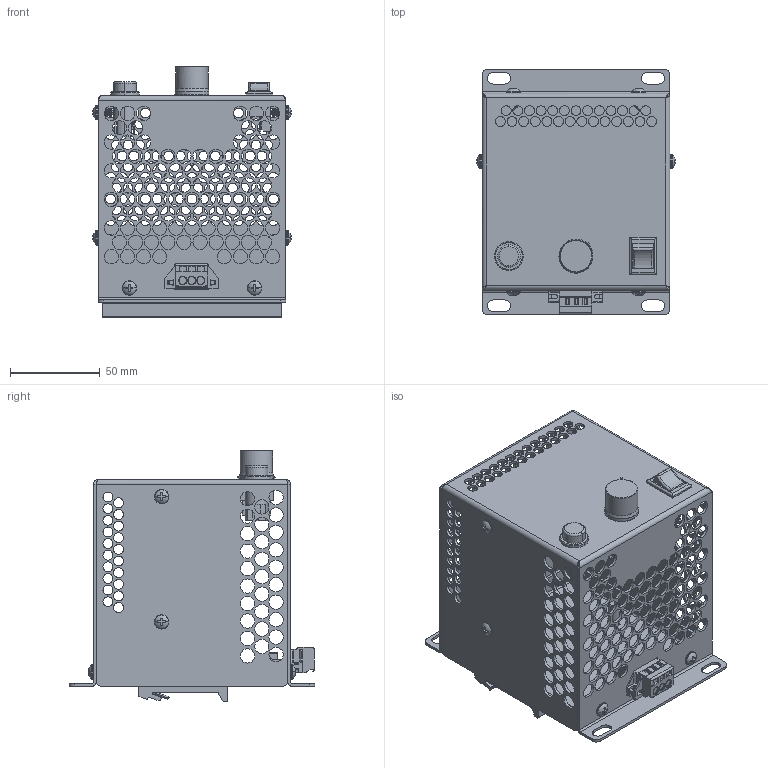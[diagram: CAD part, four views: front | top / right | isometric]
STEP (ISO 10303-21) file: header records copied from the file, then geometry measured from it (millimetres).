
FILE_DESCRIPTION((''),'2;1');
FILE_NAME('ASM0001_ASM','2016-06-20T',('darrels'),(''),'CREO PARAMETRIC BY PTC INC, 2014500','CREO PARAMETRIC BY PTC INC, 2014500','');
FILE_SCHEMA(('CONFIG_CONTROL_DESIGN'));
Length unit declared in the file: millimetre
Products named in the file (14): GRS_4012_CWI_MINI_ROCKER_SWIT_1; INDICATOR_LIGHT_RED_1_1; THERMOSTAT_KNOB_1_1; KH801_125_200W_MID_FRAME_ASM__1_ASM; KH801_125_200W_BACK_PANEL_1_1; POPNUT_M4_HEX_CLOSED_STEEL_1_1; KH801_125_200W_BACK_PANEL_ASM_2_ASM; KH801_125_200W_HOUSING_1_1; 721603019042_1_1; SCREW_4_2X9_5_DIN_7981_1_1; KH801_125_200W_HOUSING_ASM_1_1_ASM; ALUMINIUM_CLIP_KL35_100_1_1; KH801_125_200W_COMPLETE_ASSY__1_ASM; ASM0001_ASM
Assembly tree (21 placements, depth 4):
  ASM0001_ASM
    KH801_125_200W_COMPLETE_ASSY__1_ASM
      KH801_125_200W_MID_FRAME_ASM__1_ASM
        GRS_4012_CWI_MINI_ROCKER_SWIT_1
        INDICATOR_LIGHT_RED_1_1
        THERMOSTAT_KNOB_1_1
      KH801_125_200W_BACK_PANEL_ASM_2_ASM
        KH801_125_200W_BACK_PANEL_1_1
        POPNUT_M4_HEX_CLOSED_STEEL_1_1  x2
      KH801_125_200W_HOUSING_ASM_1_1_ASM
        KH801_125_200W_HOUSING_1_1
        721603019042_1_1
        SCREW_4_2X9_5_DIN_7981_1_1  x8
      ALUMINIUM_CLIP_KL35_100_1_1
Bounding box: 110.84 x 137 x 140.25 mm (x, y, z)
Volume: 134164.6 mm3; surface area: 166270.6 mm2
Topology: 17 solids, 19 shells, 1814 faces, 5292 edges, 3499 vertices
Faces by surface type: cylinder 1060, plane 583, torus 76, bspline 48, cone 31, sphere 16
Entity records: 52337 total; most frequent: CARTESIAN_POINT 11541, DIRECTION 8756, ORIENTED_EDGE 8160, EDGE_CURVE 4084, AXIS2_PLACEMENT_3D 3367, VERTEX_POINT 2705, EDGE_LOOP 2255, VECTOR 2022
